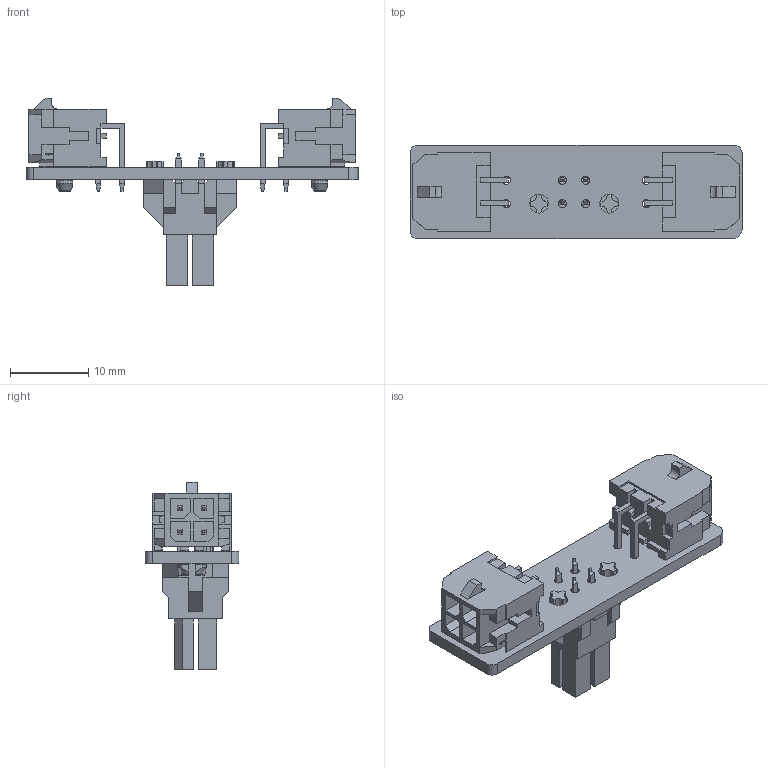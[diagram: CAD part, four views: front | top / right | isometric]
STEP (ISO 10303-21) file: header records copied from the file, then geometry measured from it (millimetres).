
FILE_DESCRIPTION((''),'2;1');
FILE_NAME('CAN-BRIDGE','2025-04-11T07:31:25',('i00102418'),('Endress+Hauser'),'CREO PARAMETRIC BY PTC INC, 2023092','CREO PARAMETRIC BY PTC INC, 2023092','');
FILE_SCHEMA(('AP242_MANAGED_MODEL_BASED_3D_ENGINEERING_MIM_LF { 1 0 10303 442 1 1 4 }'));
Length unit declared in the file: millimetre
Products named in the file (6): 0430450400-295; 0430450400-272; 447690401WBM000_02; 447690401; MOLEX_4POL_BRIDGE_PCB_; CAN-BRIDGE
Assembly tree (6 placements, depth 3):
  CAN-BRIDGE
    0430450400-272  x2
      0430450400-295
    447690401
      447690401WBM000_02
    MOLEX_4POL_BRIDGE_PCB_
Bounding box: 42.5 x 12 x 24.03 mm (x, y, z)
Volume: 2259.3 mm3; surface area: 3994.7 mm2
Topology: 4 solids, 4 shells, 789 faces, 2074 edges, 1320 vertices
Faces by surface type: plane 715, cylinder 66, cone 4, torus 4
Entity records: 21048 total; most frequent: CARTESIAN_POINT 3010, ORIENTED_EDGE 2778, DIRECTION 2602, PRESENTATION_STYLE_ASSIGNMENT 1398, STYLED_ITEM 1398, CURVE_STYLE 1395, EDGE_CURVE 1389, VECTOR 1242
